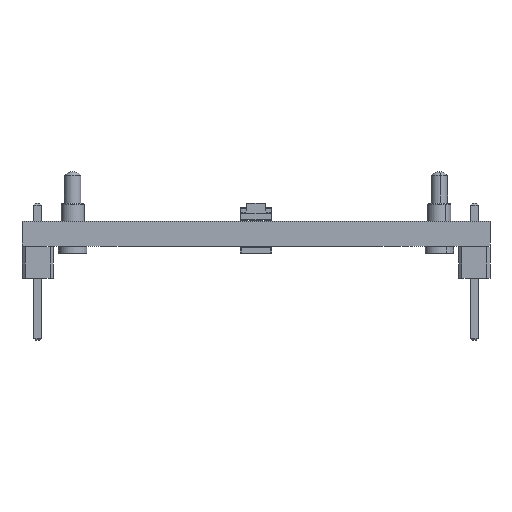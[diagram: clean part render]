
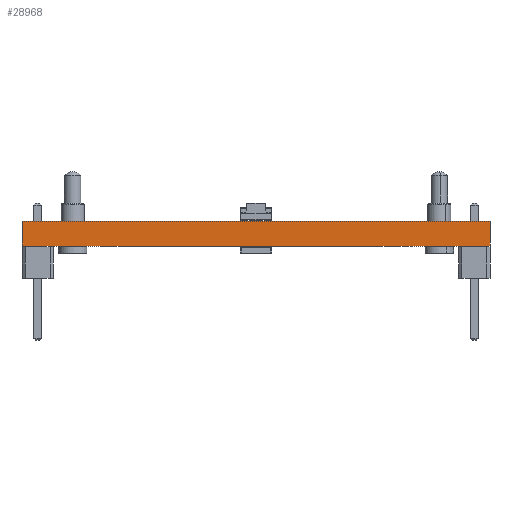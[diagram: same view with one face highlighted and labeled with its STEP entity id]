
A CAD part, front view. The second image highlights one B-rep face of the part: STEP entity #28968.
In plain terms, the highlighted planar face has unit normal (0, -1, 0).
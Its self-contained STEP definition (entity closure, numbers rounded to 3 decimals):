
#28968 = ADVANCED_FACE('',(#28969),#28983,.F.);
#28969 = FACE_BOUND('',#28970,.F.);
#28970 = EDGE_LOOP('',(#28971,#29006,#29034,#29062));
#28971 = ORIENTED_EDGE('',*,*,#28972,.T.);
#28972 = EDGE_CURVE('',#28973,#28975,#28977,.T.);
#28973 = VERTEX_POINT('',#28974);
#28974 = CARTESIAN_POINT('',(-15.,-15.,0.));
#28975 = VERTEX_POINT('',#28976);
#28976 = CARTESIAN_POINT('',(-15.,-15.,1.6));
#28977 = SURFACE_CURVE('',#28978,(#28982,#28994),.PCURVE_S1.);
#28978 = LINE('',#28979,#28980);
#28979 = CARTESIAN_POINT('',(-15.,-15.,0.));
#28980 = VECTOR('',#28981,1.);
#28981 = DIRECTION('',(0.,0.,1.));
#28982 = PCURVE('',#28983,#28988);
#28983 = PLANE('',#28984);
#28984 = AXIS2_PLACEMENT_3D('',#28985,#28986,#28987);
#28985 = CARTESIAN_POINT('',(-15.,-15.,0.));
#28986 = DIRECTION('',(0.,1.,0.));
#28987 = DIRECTION('',(1.,0.,0.));
#28988 = DEFINITIONAL_REPRESENTATION('',(#28989),#28993);
#28989 = LINE('',#28990,#28991);
#28990 = CARTESIAN_POINT('',(0.,0.));
#28991 = VECTOR('',#28992,1.);
#28992 = DIRECTION('',(0.,-1.));
#28993 = ( GEOMETRIC_REPRESENTATION_CONTEXT(2) 
PARAMETRIC_REPRESENTATION_CONTEXT() REPRESENTATION_CONTEXT('2D SPACE',''
  ) );
#28994 = PCURVE('',#28995,#29000);
#28995 = PLANE('',#28996);
#28996 = AXIS2_PLACEMENT_3D('',#28997,#28998,#28999);
#28997 = CARTESIAN_POINT('',(-15.,15.,0.));
#28998 = DIRECTION('',(1.,0.,-0.));
#28999 = DIRECTION('',(0.,-1.,0.));
#29000 = DEFINITIONAL_REPRESENTATION('',(#29001),#29005);
#29001 = LINE('',#29002,#29003);
#29002 = CARTESIAN_POINT('',(30.,0.));
#29003 = VECTOR('',#29004,1.);
#29004 = DIRECTION('',(0.,-1.));
#29005 = ( GEOMETRIC_REPRESENTATION_CONTEXT(2) 
PARAMETRIC_REPRESENTATION_CONTEXT() REPRESENTATION_CONTEXT('2D SPACE',''
  ) );
#29006 = ORIENTED_EDGE('',*,*,#29007,.T.);
#29007 = EDGE_CURVE('',#28975,#29008,#29010,.T.);
#29008 = VERTEX_POINT('',#29009);
#29009 = CARTESIAN_POINT('',(15.,-15.,1.6));
#29010 = SURFACE_CURVE('',#29011,(#29015,#29022),.PCURVE_S1.);
#29011 = LINE('',#29012,#29013);
#29012 = CARTESIAN_POINT('',(-15.,-15.,1.6));
#29013 = VECTOR('',#29014,1.);
#29014 = DIRECTION('',(1.,0.,0.));
#29015 = PCURVE('',#28983,#29016);
#29016 = DEFINITIONAL_REPRESENTATION('',(#29017),#29021);
#29017 = LINE('',#29018,#29019);
#29018 = CARTESIAN_POINT('',(0.,-1.6));
#29019 = VECTOR('',#29020,1.);
#29020 = DIRECTION('',(1.,0.));
#29021 = ( GEOMETRIC_REPRESENTATION_CONTEXT(2) 
PARAMETRIC_REPRESENTATION_CONTEXT() REPRESENTATION_CONTEXT('2D SPACE',''
  ) );
#29022 = PCURVE('',#29023,#29028);
#29023 = PLANE('',#29024);
#29024 = AXIS2_PLACEMENT_3D('',#29025,#29026,#29027);
#29025 = CARTESIAN_POINT('',(0.,0.,1.6));
#29026 = DIRECTION('',(0.,0.,1.));
#29027 = DIRECTION('',(1.,0.,-0.));
#29028 = DEFINITIONAL_REPRESENTATION('',(#29029),#29033);
#29029 = LINE('',#29030,#29031);
#29030 = CARTESIAN_POINT('',(-15.,-15.));
#29031 = VECTOR('',#29032,1.);
#29032 = DIRECTION('',(1.,0.));
#29033 = ( GEOMETRIC_REPRESENTATION_CONTEXT(2) 
PARAMETRIC_REPRESENTATION_CONTEXT() REPRESENTATION_CONTEXT('2D SPACE',''
  ) );
#29034 = ORIENTED_EDGE('',*,*,#29035,.F.);
#29035 = EDGE_CURVE('',#29036,#29008,#29038,.T.);
#29036 = VERTEX_POINT('',#29037);
#29037 = CARTESIAN_POINT('',(15.,-15.,0.));
#29038 = SURFACE_CURVE('',#29039,(#29043,#29050),.PCURVE_S1.);
#29039 = LINE('',#29040,#29041);
#29040 = CARTESIAN_POINT('',(15.,-15.,0.));
#29041 = VECTOR('',#29042,1.);
#29042 = DIRECTION('',(0.,0.,1.));
#29043 = PCURVE('',#28983,#29044);
#29044 = DEFINITIONAL_REPRESENTATION('',(#29045),#29049);
#29045 = LINE('',#29046,#29047);
#29046 = CARTESIAN_POINT('',(30.,0.));
#29047 = VECTOR('',#29048,1.);
#29048 = DIRECTION('',(0.,-1.));
#29049 = ( GEOMETRIC_REPRESENTATION_CONTEXT(2) 
PARAMETRIC_REPRESENTATION_CONTEXT() REPRESENTATION_CONTEXT('2D SPACE',''
  ) );
#29050 = PCURVE('',#29051,#29056);
#29051 = PLANE('',#29052);
#29052 = AXIS2_PLACEMENT_3D('',#29053,#29054,#29055);
#29053 = CARTESIAN_POINT('',(15.,-15.,0.));
#29054 = DIRECTION('',(-1.,0.,0.));
#29055 = DIRECTION('',(0.,1.,0.));
#29056 = DEFINITIONAL_REPRESENTATION('',(#29057),#29061);
#29057 = LINE('',#29058,#29059);
#29058 = CARTESIAN_POINT('',(0.,0.));
#29059 = VECTOR('',#29060,1.);
#29060 = DIRECTION('',(0.,-1.));
#29061 = ( GEOMETRIC_REPRESENTATION_CONTEXT(2) 
PARAMETRIC_REPRESENTATION_CONTEXT() REPRESENTATION_CONTEXT('2D SPACE',''
  ) );
#29062 = ORIENTED_EDGE('',*,*,#29063,.F.);
#29063 = EDGE_CURVE('',#28973,#29036,#29064,.T.);
#29064 = SURFACE_CURVE('',#29065,(#29069,#29076),.PCURVE_S1.);
#29065 = LINE('',#29066,#29067);
#29066 = CARTESIAN_POINT('',(-15.,-15.,0.));
#29067 = VECTOR('',#29068,1.);
#29068 = DIRECTION('',(1.,0.,0.));
#29069 = PCURVE('',#28983,#29070);
#29070 = DEFINITIONAL_REPRESENTATION('',(#29071),#29075);
#29071 = LINE('',#29072,#29073);
#29072 = CARTESIAN_POINT('',(0.,0.));
#29073 = VECTOR('',#29074,1.);
#29074 = DIRECTION('',(1.,0.));
#29075 = ( GEOMETRIC_REPRESENTATION_CONTEXT(2) 
PARAMETRIC_REPRESENTATION_CONTEXT() REPRESENTATION_CONTEXT('2D SPACE',''
  ) );
#29076 = PCURVE('',#29077,#29082);
#29077 = PLANE('',#29078);
#29078 = AXIS2_PLACEMENT_3D('',#29079,#29080,#29081);
#29079 = CARTESIAN_POINT('',(0.,0.,0.));
#29080 = DIRECTION('',(0.,0.,1.));
#29081 = DIRECTION('',(1.,0.,-0.));
#29082 = DEFINITIONAL_REPRESENTATION('',(#29083),#29087);
#29083 = LINE('',#29084,#29085);
#29084 = CARTESIAN_POINT('',(-15.,-15.));
#29085 = VECTOR('',#29086,1.);
#29086 = DIRECTION('',(1.,0.));
#29087 = ( GEOMETRIC_REPRESENTATION_CONTEXT(2) 
PARAMETRIC_REPRESENTATION_CONTEXT() REPRESENTATION_CONTEXT('2D SPACE',''
  ) );
